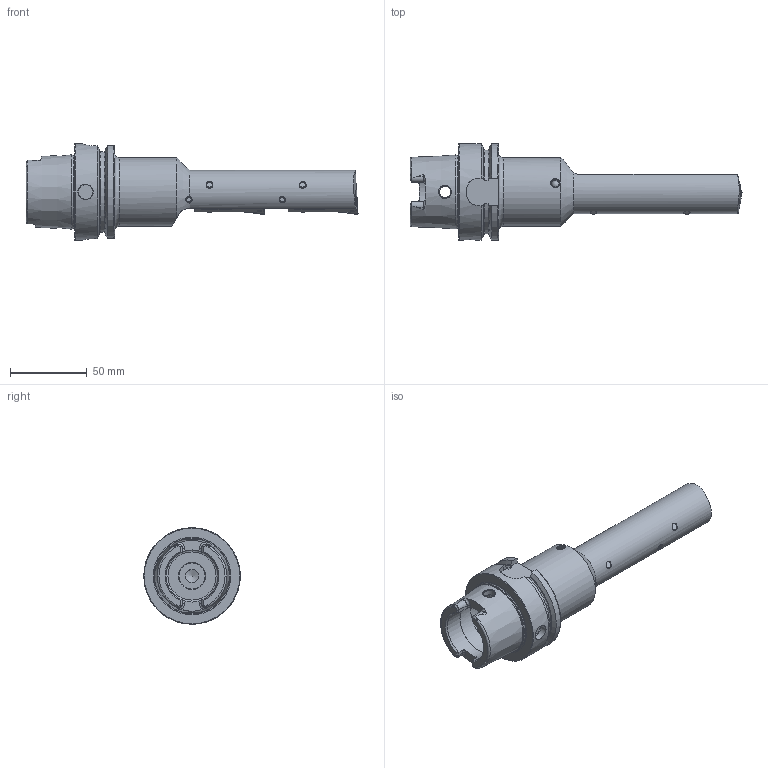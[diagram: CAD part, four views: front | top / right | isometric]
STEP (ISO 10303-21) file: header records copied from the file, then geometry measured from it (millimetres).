
FILE_DESCRIPTION (( 'STEP AP214' ), '1' );
FILE_NAME ('HA6.KKH.030.185.STEP', '2022-02-18T10:28:48', ( '' ), ( '' ), 'SwSTEP 2.0', 'SolidWorks 2017', '' );
FILE_SCHEMA (( 'AUTOMOTIVE_DESIGN' ));
Length unit declared in the file: millimetre
Products named in the file (18): CCMT060204; HA6-KKH.030.185_A; ISO 7380 - M5 x 20_PreviewCfg; KKH-ER1.004.008_A; WCA-ER2.001.006_A; PEE-DA1.011.026_C; KKH-ER3.012.007_A; ISO 4026 - M3 x 3; DIN 7991 - M5x16; KKH-WCA.016.045; KKH-ER1.014.045_B; KVT_MB_600_060; HA6.KKH.030.185; KKH-ER2.WCA.045_C; Fxx-MAB.xxx.xxx_A_F20M1x2; ISO 8734 - 3 x 14m6; ISO 2338 - 2.5 h8 x 6; ISO 7089 - 5_PreviewCfg
Assembly tree (19 placements, depth 3):
  HA6.KKH.030.185
    HA6-KKH.030.185_A
    KKH-WCA.016.045  x2
      KKH-ER1.014.045_B
      KKH-ER2.WCA.045_C
      KKH-ER3.012.007_A
      DIN 7991 - M5x16
      ISO 7380 - M5 x 20_PreviewCfg
      CCMT060204
      WCA-ER2.001.006_A
      Fxx-MAB.xxx.xxx_A_F20M1x2
      PEE-DA1.011.026_C
      KKH-ER1.004.008_A
      ISO 4026 - M3 x 3
      ISO 2338 - 2.5 h8 x 6
      ISO 8734 - 3 x 14m6
      ISO 7089 - 5_PreviewCfg
    KVT_MB_600_060  x2
Bounding box: 216.9 x 63 x 63 mm (x, y, z)
Volume: 194662.8 mm3; surface area: 57541.7 mm2
Topology: 33 solids, 33 shells, 1069 faces, 2719 edges, 1733 vertices
Faces by surface type: plane 581, cylinder 298, cone 129, torus 29, bspline 26, sphere 6
Full cylindrical faces by diameter (mm): 1.9 x12, 2.05 x2, 2.1 x4, 2.5 x10, 2.8 x2, 3 x10, 3.3 x4, 3.4 x2, 3.65 x2, 3.85 x2, 4 x2, 4.2 x6, 5 x8, 5.3 x2, 5.5 x2, 6 x8, 7.5 x2, 8.5 x1, 9.5 x2, 10 x5, 10.4 x2, 10.55 x2, 12 x2, 17 x1, 19 x1, 34 x2, 40 x1, 45 x1, 47.941 x1, 63 x1
Entity records: 21500 total; most frequent: CARTESIAN_POINT 5612, DIRECTION 2837, ORIENTED_EDGE 2818, EDGE_CURVE 1409, AXIS2_PLACEMENT_3D 1033, VERTEX_POINT 967, EDGE_LOOP 806, LINE 771
